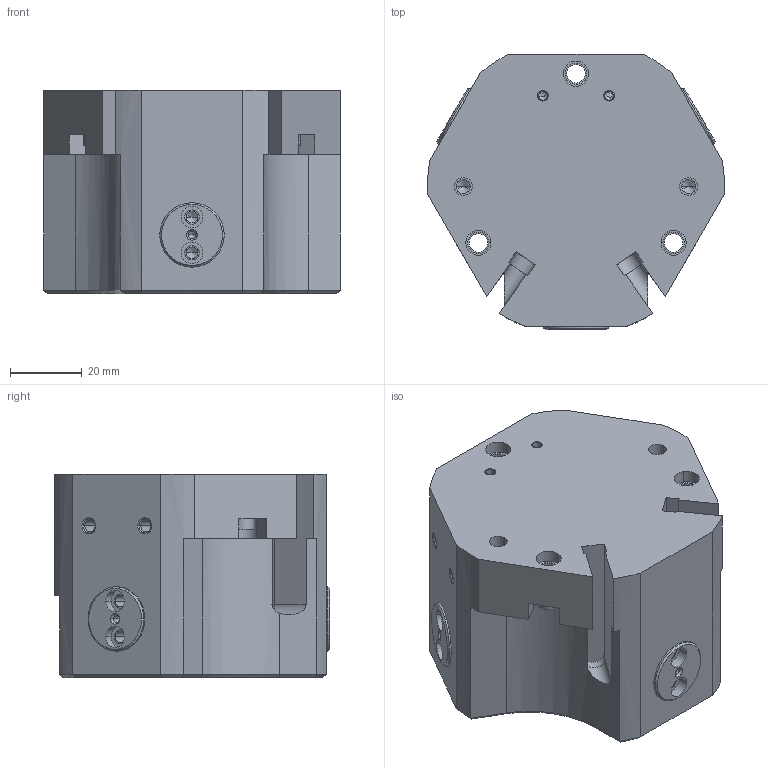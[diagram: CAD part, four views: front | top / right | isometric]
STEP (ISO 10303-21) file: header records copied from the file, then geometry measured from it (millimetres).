
FILE_DESCRIPTION((''),'2;1');
FILE_NAME('OPH83-3_CATALOGO_ASM','2011-03-11T',('DARIO'),(''),'PRO/ENGINEER BY PARAMETRIC TECHNOLOGY CORPORATION, 2010180','PRO/ENGINEER BY PARAMETRIC TECHNOLOGY CORPORATION, 2010180','');
FILE_SCHEMA(('CONFIG_CONTROL_DESIGN'));
Length unit declared in the file: millimetre
Products named in the file (3): CORPO_CATALOGO_OPH83-3; GRIFFA_CATALOGO_OPH73; OPH83-3_CATALOGO_ASM
Assembly tree (4 placements, depth 2):
  OPH83-3_CATALOGO_ASM
    CORPO_CATALOGO_OPH83-3
    GRIFFA_CATALOGO_OPH73  x3
Bounding box: 83 x 77 x 57 mm (x, y, z)
Volume: 238748.1 mm3; surface area: 45094.1 mm2
Topology: 4 solids, 21 shells, 291 faces, 718 edges, 449 vertices
Faces by surface type: cylinder 138, plane 90, cone 63
Entity records: 7168 total; most frequent: CARTESIAN_POINT 1559, DIRECTION 1227, ORIENTED_EDGE 1064, EDGE_CURVE 556, AXIS2_PLACEMENT_3D 487, VERTEX_POINT 363, EDGE_LOOP 269, VECTOR 253
